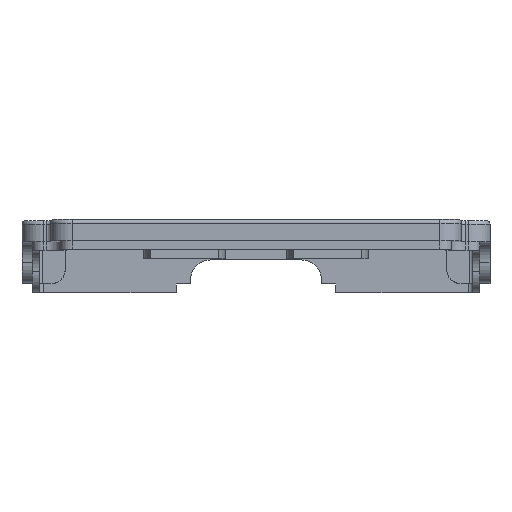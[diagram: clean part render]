
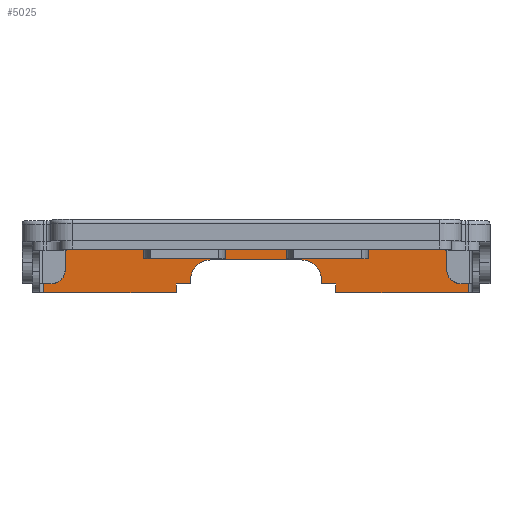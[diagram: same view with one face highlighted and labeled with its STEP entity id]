
A CAD part, top view. The second image highlights one B-rep face of the part: STEP entity #5025.
In plain terms, the highlighted planar face has unit normal (0, 0, 1).
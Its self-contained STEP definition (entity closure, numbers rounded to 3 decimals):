
#497=FACE_OUTER_BOUND('',#801,.T.);
#801=EDGE_LOOP('',(#4068,#4069,#4070,#4071,#4072,#4073,#4074,#4075,#4076,
#4077,#4078,#4079,#4080,#4081));
#1147=LINE('',#9199,#1587);
#1174=LINE('',#9472,#1614);
#1176=LINE('',#9478,#1616);
#1177=LINE('',#9480,#1617);
#1178=LINE('',#9482,#1618);
#1179=LINE('',#9484,#1619);
#1180=LINE('',#9486,#1620);
#1181=LINE('',#9490,#1621);
#1182=LINE('',#9494,#1622);
#1183=LINE('',#9496,#1623);
#1184=LINE('',#9498,#1624);
#1185=LINE('',#9499,#1625);
#1587=VECTOR('',#6499,10.);
#1614=VECTOR('',#6652,10.);
#1616=VECTOR('',#6658,10.);
#1617=VECTOR('',#6659,10.);
#1618=VECTOR('',#6660,10.);
#1619=VECTOR('',#6661,10.);
#1620=VECTOR('',#6662,10.);
#1621=VECTOR('',#6665,10.);
#1622=VECTOR('',#6668,10.);
#1623=VECTOR('',#6669,10.);
#1624=VECTOR('',#6670,10.);
#1625=VECTOR('',#6671,10.);
#1960=CIRCLE('',#5519,1.38);
#1961=CIRCLE('',#5520,1.38);
#2322=VERTEX_POINT('',#9193);
#2323=VERTEX_POINT('',#9197);
#2345=VERTEX_POINT('',#9471);
#2347=VERTEX_POINT('',#9477);
#2348=VERTEX_POINT('',#9479);
#2349=VERTEX_POINT('',#9481);
#2350=VERTEX_POINT('',#9483);
#2351=VERTEX_POINT('',#9485);
#2352=VERTEX_POINT('',#9487);
#2353=VERTEX_POINT('',#9489);
#2354=VERTEX_POINT('',#9491);
#2355=VERTEX_POINT('',#9493);
#2356=VERTEX_POINT('',#9495);
#2357=VERTEX_POINT('',#9497);
#2914=EDGE_CURVE('',#2323,#2322,#1147,.T.);
#2976=EDGE_CURVE('',#2322,#2345,#1174,.T.);
#2979=EDGE_CURVE('',#2347,#2323,#1176,.T.);
#2980=EDGE_CURVE('',#2348,#2347,#1177,.T.);
#2981=EDGE_CURVE('',#2348,#2349,#1178,.T.);
#2982=EDGE_CURVE('',#2349,#2350,#1179,.T.);
#2983=EDGE_CURVE('',#2351,#2350,#1180,.F.);
#2984=EDGE_CURVE('',#2352,#2351,#1960,.F.);
#2985=EDGE_CURVE('',#2353,#2352,#1181,.F.);
#2986=EDGE_CURVE('',#2354,#2353,#1961,.F.);
#2987=EDGE_CURVE('',#2355,#2354,#1182,.F.);
#2988=EDGE_CURVE('',#2355,#2356,#1183,.T.);
#2989=EDGE_CURVE('',#2356,#2357,#1184,.T.);
#2990=EDGE_CURVE('',#2345,#2357,#1185,.T.);
#4068=ORIENTED_EDGE('',*,*,#2914,.F.);
#4069=ORIENTED_EDGE('',*,*,#2979,.F.);
#4070=ORIENTED_EDGE('',*,*,#2980,.F.);
#4071=ORIENTED_EDGE('',*,*,#2981,.T.);
#4072=ORIENTED_EDGE('',*,*,#2982,.T.);
#4073=ORIENTED_EDGE('',*,*,#2983,.F.);
#4074=ORIENTED_EDGE('',*,*,#2984,.F.);
#4075=ORIENTED_EDGE('',*,*,#2985,.F.);
#4076=ORIENTED_EDGE('',*,*,#2986,.F.);
#4077=ORIENTED_EDGE('',*,*,#2987,.F.);
#4078=ORIENTED_EDGE('',*,*,#2988,.T.);
#4079=ORIENTED_EDGE('',*,*,#2989,.T.);
#4080=ORIENTED_EDGE('',*,*,#2990,.F.);
#4081=ORIENTED_EDGE('',*,*,#2976,.F.);
#4776=PLANE('',#5518);
#5025=ADVANCED_FACE('',(#497),#4776,.F.);
#5518=AXIS2_PLACEMENT_3D('',#9476,#6656,#6657);
#5519=AXIS2_PLACEMENT_3D('',#9488,#6663,#6664);
#5520=AXIS2_PLACEMENT_3D('',#9492,#6666,#6667);
#6499=DIRECTION('',(1.,0.,0.));
#6652=DIRECTION('',(0.,-1.,0.));
#6656=DIRECTION('center_axis',(0.,0.,
-1.));
#6657=DIRECTION('ref_axis',(-1.,0.,0.));
#6658=DIRECTION('',(0.,1.,0.));
#6659=DIRECTION('',(-1.,0.,0.));
#6660=DIRECTION('',(0.,1.,0.));
#6661=DIRECTION('',(1.,0.,0.));
#6662=DIRECTION('',(0.,1.,0.));
#6663=DIRECTION('center_axis',(0.,0.,
-1.));
#6664=DIRECTION('ref_axis',(-1.,0.,0.));
#6665=DIRECTION('',(1.,0.,0.));
#6666=DIRECTION('center_axis',(0.,0.,
-1.));
#6667=DIRECTION('ref_axis',(0.,1.,0.));
#6668=DIRECTION('',(0.,-1.,0.));
#6669=DIRECTION('',(1.,0.,0.));
#6670=DIRECTION('',(0.,-1.,0.));
#6671=DIRECTION('',(-1.,0.,0.));
#9193=CARTESIAN_POINT('',(67.3,-5.55,-14.768));
#9197=CARTESIAN_POINT('',(37.6,-5.55,-14.768));
#9199=CARTESIAN_POINT('',(50.165,-5.55,-14.768));
#9471=CARTESIAN_POINT('',(67.3,-9.045,-14.768));
#9472=CARTESIAN_POINT('',(67.3,-8.445,-14.768));
#9476=CARTESIAN_POINT('Origin',(47.88,-8.445,-14.768));
#9477=CARTESIAN_POINT('',(37.6,-9.045,-14.768));
#9478=CARTESIAN_POINT('',(37.6,-8.445,-14.768));
#9479=CARTESIAN_POINT('',(46.88,-9.045,-14.768));
#9480=CARTESIAN_POINT('',(47.88,-9.045,-14.768));
#9481=CARTESIAN_POINT('',(46.88,-8.445,-14.768));
#9482=CARTESIAN_POINT('',(46.88,-8.745,-14.768));
#9483=CARTESIAN_POINT('',(47.88,-8.445,-14.768));
#9484=CARTESIAN_POINT('',(50.165,-8.445,-14.768));
#9485=CARTESIAN_POINT('',(47.88,-8.145,-14.768));
#9486=CARTESIAN_POINT('',(47.88,-8.295,-14.768));
#9487=CARTESIAN_POINT('',(49.26,-6.765,-14.768));
#9488=CARTESIAN_POINT('Origin',(49.26,-8.145,-14.768));
#9489=CARTESIAN_POINT('',(55.64,-6.765,-14.768));
#9490=CARTESIAN_POINT('',(51.76,-6.765,-14.768));
#9491=CARTESIAN_POINT('',(57.02,-8.145,-14.768));
#9492=CARTESIAN_POINT('Origin',(55.64,-8.145,-14.768));
#9493=CARTESIAN_POINT('',(57.02,-8.445,-14.768));
#9494=CARTESIAN_POINT('',(57.02,-8.595,-14.768));
#9495=CARTESIAN_POINT('',(58.02,-8.445,-14.768));
#9496=CARTESIAN_POINT('',(50.165,-8.445,-14.768));
#9497=CARTESIAN_POINT('',(58.02,-9.045,-14.768));
#9498=CARTESIAN_POINT('',(58.02,-8.745,-14.768));
#9499=CARTESIAN_POINT('',(67.3,-9.045,-14.768));
